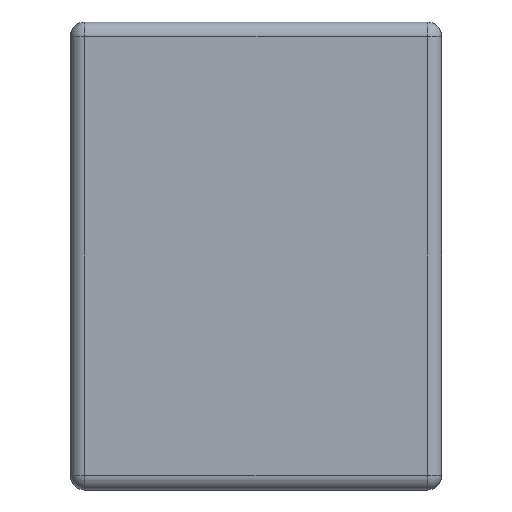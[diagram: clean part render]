
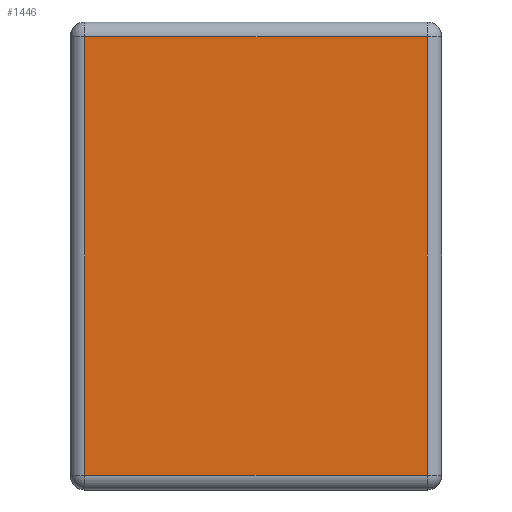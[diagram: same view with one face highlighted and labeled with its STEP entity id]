
A CAD part, left-side view. The second image highlights one B-rep face of the part: STEP entity #1446.
In plain terms, the highlighted planar face has unit normal (-1, 0, 0).
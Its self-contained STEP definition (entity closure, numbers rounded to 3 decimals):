
#33 = ORIENTED_EDGE ( 'NONE', *, *, #1490, .T. ) ;
#127 = VERTEX_POINT ( 'NONE', #1324 ) ;
#183 = DIRECTION ( 'NONE',  ( 0., 1., 0. ) ) ;
#201 = DIRECTION ( 'NONE',  ( 1., 0., 0. ) ) ;
#244 = DIRECTION ( 'NONE',  ( 0., 0., 1. ) ) ;
#325 = AXIS2_PLACEMENT_3D ( 'NONE', #921, #201, #1045 ) ;
#413 = LINE ( 'NONE', #775, #533 ) ;
#417 = CARTESIAN_POINT ( 'NONE',  ( -2.25, 1.17, 1.5 ) ) ;
#466 = LINE ( 'NONE', #559, #1505 ) ;
#480 = ORIENTED_EDGE ( 'NONE', *, *, #849, .T. ) ;
#483 = LINE ( 'NONE', #1080, #1352 ) ;
#533 = VECTOR ( 'NONE', #183, 1000. ) ;
#559 = CARTESIAN_POINT ( 'NONE',  ( -2.25, 1.17, -1.6 ) ) ;
#649 = DIRECTION ( 'NONE',  ( 0., -1., 0. ) ) ;
#670 = VERTEX_POINT ( 'NONE', #417 ) ;
#775 = CARTESIAN_POINT ( 'NONE',  ( -2.25, 1.27, 1.5 ) ) ;
#810 = PLANE ( 'NONE',  #325 ) ;
#825 = LINE ( 'NONE', #1270, #1211 ) ;
#849 = EDGE_CURVE ( 'NONE', #1073, #670, #413, .T. ) ;
#916 = DIRECTION ( 'NONE',  ( 0., 0., -1. ) ) ;
#921 = CARTESIAN_POINT ( 'NONE',  ( -2.25, 1.27, -1.6 ) ) ;
#993 = CARTESIAN_POINT ( 'NONE',  ( -2.25, -1.17, 1.5 ) ) ;
#1036 = EDGE_CURVE ( 'NONE', #1433, #127, #825, .T. ) ;
#1045 = DIRECTION ( 'NONE',  ( 0., 0., -1. ) ) ;
#1049 = ORIENTED_EDGE ( 'NONE', *, *, #1426, .T. ) ;
#1052 = EDGE_LOOP ( 'NONE', ( #1049, #1411, #33, #480 ) ) ;
#1073 = VERTEX_POINT ( 'NONE', #993 ) ;
#1080 = CARTESIAN_POINT ( 'NONE',  ( -2.25, -1.17, -1.6 ) ) ;
#1211 = VECTOR ( 'NONE', #649, 1000. ) ;
#1270 = CARTESIAN_POINT ( 'NONE',  ( -2.25, 1.27, -1.5 ) ) ;
#1296 = CARTESIAN_POINT ( 'NONE',  ( -2.25, 1.17, -1.5 ) ) ;
#1324 = CARTESIAN_POINT ( 'NONE',  ( -2.25, -1.17, -1.5 ) ) ;
#1352 = VECTOR ( 'NONE', #244, 1000. ) ;
#1381 = FACE_OUTER_BOUND ( 'NONE', #1052, .T. ) ;
#1411 = ORIENTED_EDGE ( 'NONE', *, *, #1036, .T. ) ;
#1426 = EDGE_CURVE ( 'NONE', #670, #1433, #466, .T. ) ;
#1433 = VERTEX_POINT ( 'NONE', #1296 ) ;
#1446 = ADVANCED_FACE ( 'NONE', ( #1381 ), #810, .F. ) ;
#1490 = EDGE_CURVE ( 'NONE', #127, #1073, #483, .T. ) ;
#1505 = VECTOR ( 'NONE', #916, 1000. ) ;
